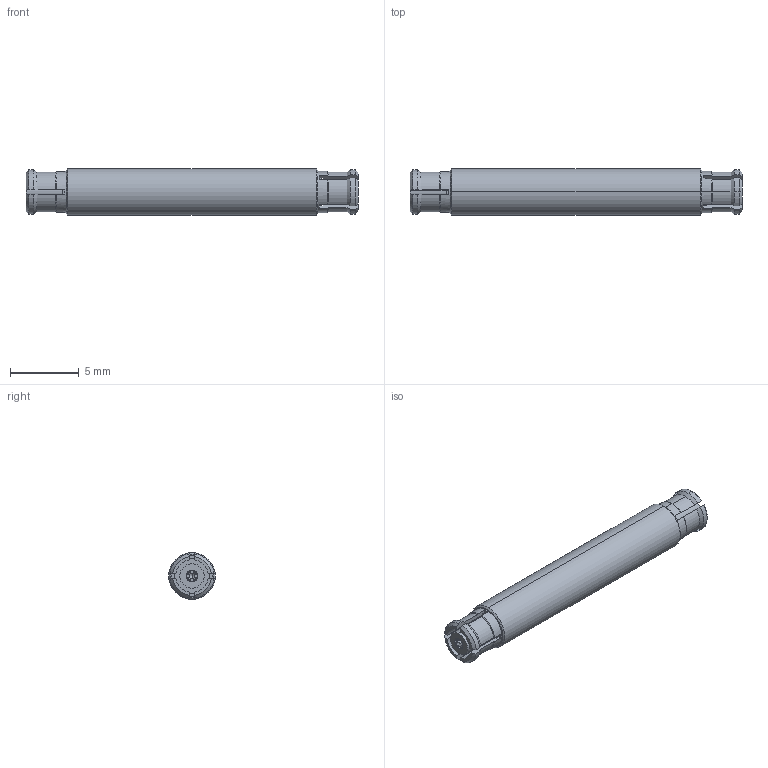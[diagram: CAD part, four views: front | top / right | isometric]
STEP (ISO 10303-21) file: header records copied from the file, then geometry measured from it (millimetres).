
FILE_DESCRIPTION (( 'STEP AP214' ), '1' );
FILE_NAME ('ÊÀÏÄ.434511.003 Ïåðåõîä ðîçåòêà-ðîçåòêà (-05).STEP', '2023-05-03T03:55:10', ( '' ), ( '' ), 'SwSTEP 2.0', 'SolidWorks 2018', '' );
FILE_SCHEMA (( 'AUTOMOTIVE_DESIGN' ));
Length unit declared in the file: millimetre
Products named in the file (2): Äåòàëü9^ÊÀÏÄ.434511.003 Ïåðåõîä ðîçåòêà-ðîçåòêà; ÊÀÏÄ.434511.003 Ïåðåõîä ðîçåòêà-ðîçåòêà (-05)
Assembly tree (1 placements, depth 2):
  ÊÀÏÄ.434511.003 Ïåðåõîä ðîçåòêà-ðîçåòêà (-05)
    Äåòàëü9^ÊÀÏÄ.434511.003 Ïåðåõîä ðîçåòêà-ðîçåòêà
Bounding box: 24.19 x 3.4 x 3.4 mm (x, y, z)
Volume: 141.6 mm3; surface area: 553.1 mm2
Topology: 1 solids, 3 shells, 205 faces, 554 edges, 359 vertices
Faces by surface type: plane 76, cylinder 69, cone 60
Entity records: 6619 total; most frequent: CARTESIAN_POINT 1358, DIRECTION 1117, ORIENTED_EDGE 1100, EDGE_CURVE 550, AXIS2_PLACEMENT_3D 438, VERTEX_POINT 359, VECTOR 241, LINE 241
